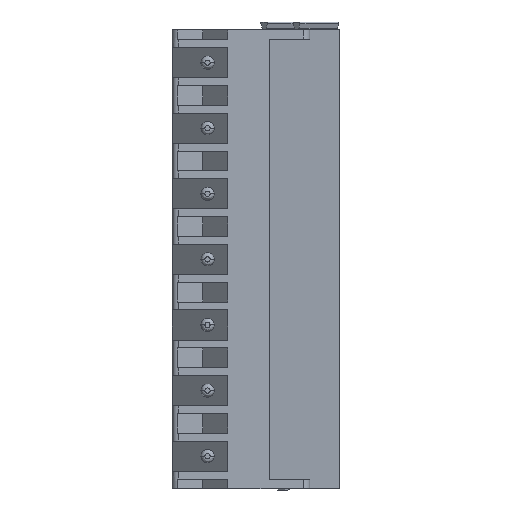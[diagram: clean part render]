
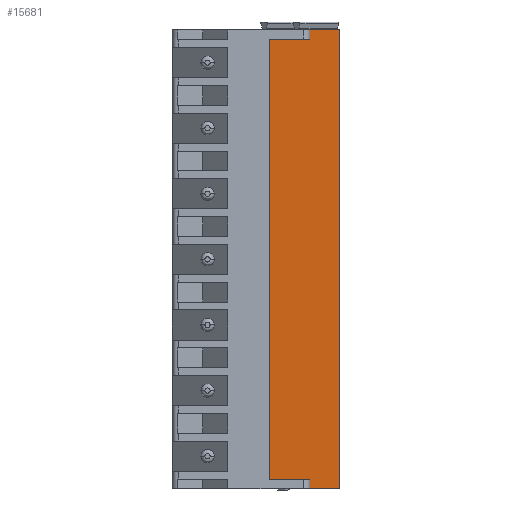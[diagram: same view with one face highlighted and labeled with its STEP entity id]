
A CAD part, front view. The second image highlights one B-rep face of the part: STEP entity #15681.
In plain terms, the highlighted planar face has unit normal (0.82, -0.572, 0).
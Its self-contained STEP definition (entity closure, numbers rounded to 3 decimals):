
#64=DIRECTION('',(0.572,0.82,0.));
#65=VECTOR('',#64,4.018);
#66=CARTESIAN_POINT('',(6.25,4.448,32.5));
#67=LINE('',#66,#65);
#3737=DIRECTION('',(0.572,0.82,0.));
#3738=VECTOR('',#3737,5.425);
#3739=CARTESIAN_POINT('',(3.145,0.,31.8));
#3740=LINE('',#3739,#3738);
#3741=DIRECTION('',(0.,0.,-1.));
#3742=VECTOR('',#3741,0.7);
#3743=CARTESIAN_POINT('',(6.25,4.448,32.5));
#3744=LINE('',#3743,#3742);
#3745=DIRECTION('',(0.,0.,1.));
#3746=VECTOR('',#3745,0.7);
#3747=CARTESIAN_POINT('',(6.25,4.448,-2.5));
#3748=LINE('',#3747,#3746);
#3749=DIRECTION('',(0.572,0.82,0.));
#3750=VECTOR('',#3749,5.425);
#3751=CARTESIAN_POINT('',(3.145,0.,-1.8));
#3752=LINE('',#3751,#3750);
#3753=DIRECTION('',(0.,0.,-1.));
#3754=VECTOR('',#3753,33.6);
#3755=CARTESIAN_POINT('',(3.145,0.,31.8));
#3756=LINE('',#3755,#3754);
#3770=DIRECTION('',(0.,0.,-1.));
#3771=VECTOR('',#3770,35.);
#3772=CARTESIAN_POINT('',(8.55,7.743,32.5));
#3773=LINE('',#3772,#3771);
#3859=DIRECTION('',(0.572,0.82,0.));
#3860=VECTOR('',#3859,4.018);
#3861=CARTESIAN_POINT('',(6.25,4.448,-2.5));
#3862=LINE('',#3861,#3860);
#8702=CARTESIAN_POINT('',(8.55,7.743,32.5));
#8704=VERTEX_POINT('',#8702);
#8726=CARTESIAN_POINT('',(8.55,7.743,-2.5));
#8728=VERTEX_POINT('',#8726);
#9362=CARTESIAN_POINT('',(3.145,0.,-1.8));
#9363=CARTESIAN_POINT('',(6.25,4.448,-1.8));
#9364=VERTEX_POINT('',#9362);
#9365=VERTEX_POINT('',#9363);
#9366=CARTESIAN_POINT('',(6.25,4.448,-2.5));
#9367=VERTEX_POINT('',#9366);
#9376=CARTESIAN_POINT('',(3.145,0.,31.8));
#9377=CARTESIAN_POINT('',(6.25,4.448,31.8));
#9378=VERTEX_POINT('',#9376);
#9379=VERTEX_POINT('',#9377);
#9380=CARTESIAN_POINT('',(6.25,4.448,32.5));
#9381=VERTEX_POINT('',#9380);
#15661=CARTESIAN_POINT('',(3.145,0.,32.5));
#15662=DIRECTION('',(0.82,-0.572,0.));
#15663=DIRECTION('',(0.572,0.82,0.));
#15664=AXIS2_PLACEMENT_3D('',#15661,#15662,#15663);
#15665=PLANE('',#15664);
#15667=ORIENTED_EDGE('',*,*,#15666,.T.);
#15668=ORIENTED_EDGE('',*,*,#15652,.F.);
#15669=ORIENTED_EDGE('',*,*,#11259,.T.);
#15671=ORIENTED_EDGE('',*,*,#15670,.T.);
#15673=ORIENTED_EDGE('',*,*,#15672,.F.);
#15675=ORIENTED_EDGE('',*,*,#15674,.T.);
#15677=ORIENTED_EDGE('',*,*,#15676,.F.);
#15678=ORIENTED_EDGE('',*,*,#15510,.F.);
#15679=EDGE_LOOP('',(#15667,#15668,#15669,#15671,#15673,#15675,#15677,#15678));
#15680=FACE_OUTER_BOUND('',#15679,.F.);
#11259=EDGE_CURVE('',#9381,#8704,#67,.T.);
#15510=EDGE_CURVE('',#9378,#9364,#3756,.T.);
#15652=EDGE_CURVE('',#9381,#9379,#3744,.T.);
#15666=EDGE_CURVE('',#9378,#9379,#3740,.T.);
#15670=EDGE_CURVE('',#8704,#8728,#3773,.T.);
#15672=EDGE_CURVE('',#9367,#8728,#3862,.T.);
#15674=EDGE_CURVE('',#9367,#9365,#3748,.T.);
#15676=EDGE_CURVE('',#9364,#9365,#3752,.T.);
#15681=ADVANCED_FACE('',(#15680),#15665,.T.);
